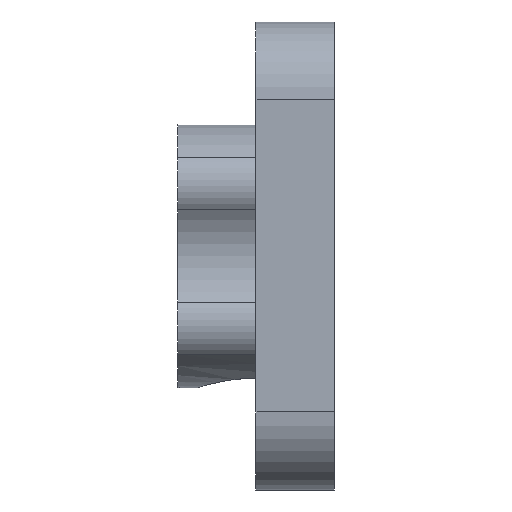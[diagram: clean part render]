
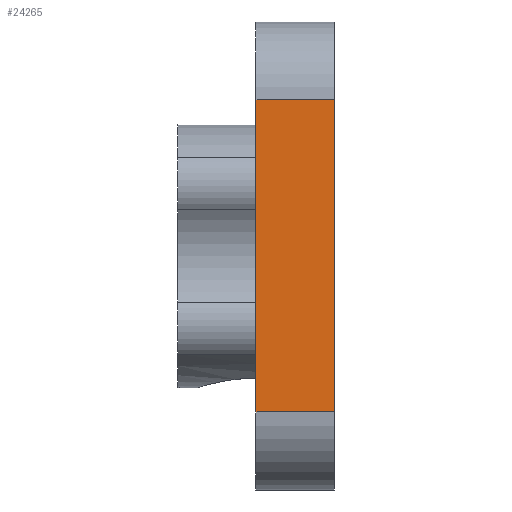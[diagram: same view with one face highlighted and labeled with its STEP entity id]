
A CAD part, left-side view. The second image highlights one B-rep face of the part: STEP entity #24265.
In plain terms, the highlighted planar face has unit normal (-1, 0, 0).
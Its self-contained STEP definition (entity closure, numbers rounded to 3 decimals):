
#72 = VERTEX_POINT ( 'NONE', #624 ) ;
#624 = CARTESIAN_POINT ( 'NONE',  ( -12., 4., -8. ) ) ;
#844 = EDGE_CURVE ( 'NONE', #12389, #26252, #19505, .T. ) ;
#1475 = CARTESIAN_POINT ( 'NONE',  ( -12., 4., 0. ) ) ;
#1795 = EDGE_LOOP ( 'NONE', ( #21774, #16379, #27325, #23409 ) ) ;
#2146 = CARTESIAN_POINT ( 'NONE',  ( -12., 0., -8. ) ) ;
#3117 = CARTESIAN_POINT ( 'NONE',  ( -12., 4., -8. ) ) ;
#3360 = CARTESIAN_POINT ( 'NONE',  ( -12., 4., 0. ) ) ;
#5358 = FACE_OUTER_BOUND ( 'NONE', #1795, .T. ) ;
#7534 = DIRECTION ( 'NONE',  ( 0., -1., 0. ) ) ;
#8154 = LINE ( 'NONE', #17479, #23997 ) ;
#10470 = DIRECTION ( 'NONE',  ( 0., 0., 1. ) ) ;
#12389 = VERTEX_POINT ( 'NONE', #14303 ) ;
#13127 = PLANE ( 'NONE',  #19821 ) ;
#14270 = DIRECTION ( 'NONE',  ( 0., -1., 0. ) ) ;
#14303 = CARTESIAN_POINT ( 'NONE',  ( -12., 4., 8. ) ) ;
#15887 = LINE ( 'NONE', #3117, #17274 ) ;
#16379 = ORIENTED_EDGE ( 'NONE', *, *, #844, .F. ) ;
#17274 = VECTOR ( 'NONE', #14270, 1000. ) ;
#17479 = CARTESIAN_POINT ( 'NONE',  ( -12., 0., 0. ) ) ;
#17771 = DIRECTION ( 'NONE',  ( 0., 0., -1. ) ) ;
#19106 = LINE ( 'NONE', #3360, #25519 ) ;
#19505 = LINE ( 'NONE', #20332, #25857 ) ;
#19821 = AXIS2_PLACEMENT_3D ( 'NONE', #1475, #22078, #10470 ) ;
#20332 = CARTESIAN_POINT ( 'NONE',  ( -12., 4., 8. ) ) ;
#21405 = DIRECTION ( 'NONE',  ( 0., 0., -1. ) ) ;
#21774 = ORIENTED_EDGE ( 'NONE', *, *, #27741, .F. ) ;
#22078 = DIRECTION ( 'NONE',  ( -1., 0., 0. ) ) ;
#23196 = EDGE_CURVE ( 'NONE', #12389, #72, #19106, .T. ) ;
#23409 = ORIENTED_EDGE ( 'NONE', *, *, #27232, .T. ) ;
#23886 = CARTESIAN_POINT ( 'NONE',  ( -12., 0., 8. ) ) ;
#23997 = VECTOR ( 'NONE', #17771, 1000. ) ;
#24265 = ADVANCED_FACE ( 'NONE', ( #5358 ), #13127, .T. ) ;
#25519 = VECTOR ( 'NONE', #21405, 1000. ) ;
#25762 = VERTEX_POINT ( 'NONE', #2146 ) ;
#25857 = VECTOR ( 'NONE', #7534, 1000. ) ;
#26252 = VERTEX_POINT ( 'NONE', #23886 ) ;
#27232 = EDGE_CURVE ( 'NONE', #72, #25762, #15887, .T. ) ;
#27325 = ORIENTED_EDGE ( 'NONE', *, *, #23196, .T. ) ;
#27741 = EDGE_CURVE ( 'NONE', #26252, #25762, #8154, .T. ) ;
